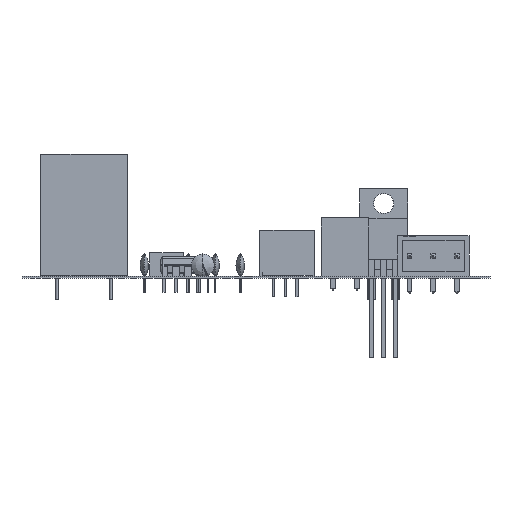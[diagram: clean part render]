
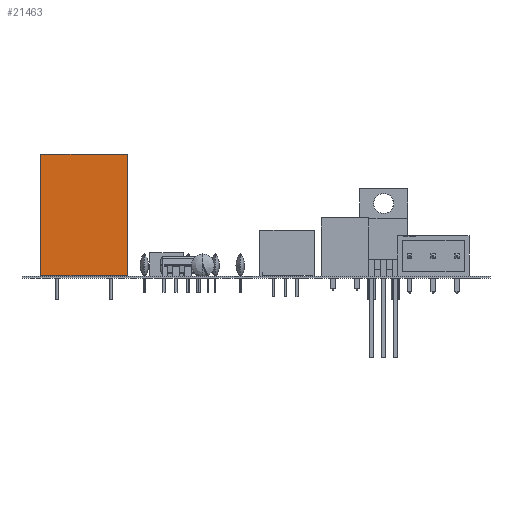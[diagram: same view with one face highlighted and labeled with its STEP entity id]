
A CAD part, left-side view. The second image highlights one B-rep face of the part: STEP entity #21463.
In plain terms, the highlighted face is planar.
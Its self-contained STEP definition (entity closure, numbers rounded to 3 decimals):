
#21438 = VERTEX_POINT('',#21439);
#21439 = CARTESIAN_POINT('',(4.75,3.5,26.));
#21445 = EDGE_CURVE('',#21446,#21438,#21448,.T.);
#21446 = VERTEX_POINT('',#21447);
#21447 = CARTESIAN_POINT('',(4.75,3.5,0.));
#21448 = LINE('',#21449,#21450);
#21449 = CARTESIAN_POINT('',(4.75,3.5,0.));
#21450 = VECTOR('',#21451,1.);
#21451 = DIRECTION('',(0.,0.,1.));
#21463 = ADVANCED_FACE('',(#21464),#21489,.T.);
#21464 = FACE_BOUND('',#21465,.T.);
#21465 = EDGE_LOOP('',(#21466,#21467,#21475,#21483));
#21466 = ORIENTED_EDGE('',*,*,#21445,.T.);
#21467 = ORIENTED_EDGE('',*,*,#21468,.T.);
#21468 = EDGE_CURVE('',#21438,#21469,#21471,.T.);
#21469 = VERTEX_POINT('',#21470);
#21470 = CARTESIAN_POINT('',(4.75,-15.,26.));
#21471 = LINE('',#21472,#21473);
#21472 = CARTESIAN_POINT('',(4.75,3.5,26.));
#21473 = VECTOR('',#21474,1.);
#21474 = DIRECTION('',(0.,-1.,0.));
#21475 = ORIENTED_EDGE('',*,*,#21476,.F.);
#21476 = EDGE_CURVE('',#21477,#21469,#21479,.T.);
#21477 = VERTEX_POINT('',#21478);
#21478 = CARTESIAN_POINT('',(4.75,-15.,0.));
#21479 = LINE('',#21480,#21481);
#21480 = CARTESIAN_POINT('',(4.75,-15.,0.));
#21481 = VECTOR('',#21482,1.);
#21482 = DIRECTION('',(0.,0.,1.));
#21483 = ORIENTED_EDGE('',*,*,#21484,.F.);
#21484 = EDGE_CURVE('',#21446,#21477,#21485,.T.);
#21485 = LINE('',#21486,#21487);
#21486 = CARTESIAN_POINT('',(4.75,3.5,0.));
#21487 = VECTOR('',#21488,1.);
#21488 = DIRECTION('',(0.,-1.,0.));
#21489 = PLANE('',#21490);
#21490 = AXIS2_PLACEMENT_3D('',#21491,#21492,#21493);
#21491 = CARTESIAN_POINT('',(4.75,3.5,0.));
#21492 = DIRECTION('',(1.,0.,0.));
#21493 = DIRECTION('',(0.,-1.,0.));
